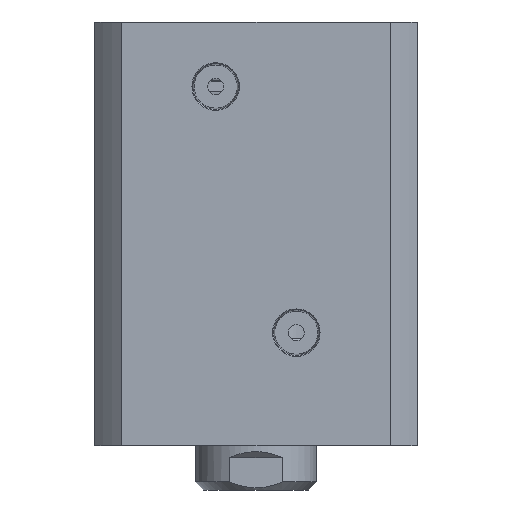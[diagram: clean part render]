
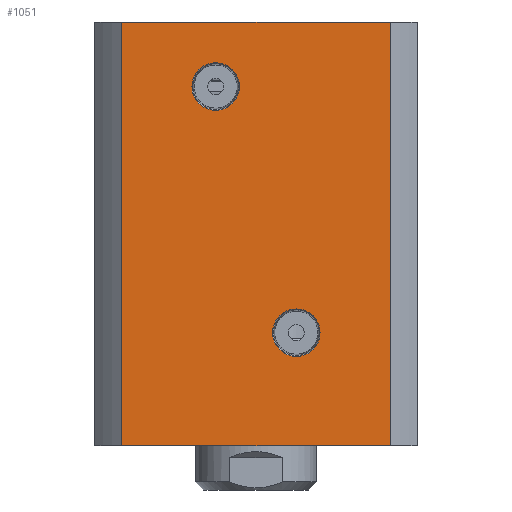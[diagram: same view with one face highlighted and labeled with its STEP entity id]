
A CAD part, left-side view. The second image highlights one B-rep face of the part: STEP entity #1051.
In plain terms, the highlighted planar face has unit normal (-1, 0, 0).
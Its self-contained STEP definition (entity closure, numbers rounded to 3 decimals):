
#52 = EDGE_CURVE ( 'NONE', #4113, #12820, #5221, .T. ) ;
#179 = CARTESIAN_POINT ( 'NONE',  ( -40., 10., 42.385 ) ) ;
#519 = EDGE_LOOP ( 'NONE', ( #11895, #10705 ) ) ;
#640 = CARTESIAN_POINT ( 'NONE',  ( -40., -33.226, 52.5 ) ) ;
#711 = CARTESIAN_POINT ( 'NONE',  ( -40., 33.226, 52.5 ) ) ;
#748 = AXIS2_PLACEMENT_3D ( 'NONE', #8593, #5341, #7065 ) ;
#906 = EDGE_CURVE ( 'NONE', #17645, #8806, #13288, .T. ) ;
#1051 = ADVANCED_FACE ( 'NONE', ( #8759, #4233, #11386 ), #14636, .F. ) ;
#1128 = VECTOR ( 'NONE', #17271, 1000. ) ;
#2287 = DIRECTION ( 'NONE',  ( -1., 0., 0. ) ) ;
#2634 = CARTESIAN_POINT ( 'NONE',  ( -40., 33.226, 52.5 ) ) ;
#2635 = VECTOR ( 'NONE', #4519, 1000. ) ;
#2797 = AXIS2_PLACEMENT_3D ( 'NONE', #9841, #2287, #10093 ) ;
#2857 = CARTESIAN_POINT ( 'NONE',  ( -40., 33.226, 52.5 ) ) ;
#3359 = DIRECTION ( 'NONE',  ( 0., 0., 1. ) ) ;
#3547 = CARTESIAN_POINT ( 'NONE',  ( -40., -10., -30.385 ) ) ;
#4113 = VERTEX_POINT ( 'NONE', #7748 ) ;
#4233 = FACE_BOUND ( 'NONE', #519, .T. ) ;
#4519 = DIRECTION ( 'NONE',  ( 0., 0., -1. ) ) ;
#4986 = EDGE_CURVE ( 'NONE', #15424, #17645, #16773, .T. ) ;
#5012 = CARTESIAN_POINT ( 'NONE',  ( -40., 33.226, -52.5 ) ) ;
#5221 = CIRCLE ( 'NONE', #2797, 5.885 ) ;
#5249 = CARTESIAN_POINT ( 'NONE',  ( -40., -10., -18.615 ) ) ;
#5256 = LINE ( 'NONE', #2857, #2635 ) ;
#5341 = DIRECTION ( 'NONE',  ( 1., 0., 0. ) ) ;
#5468 = DIRECTION ( 'NONE',  ( -1., 0., 0. ) ) ;
#5579 = VECTOR ( 'NONE', #14670, 1000. ) ;
#6087 = EDGE_CURVE ( 'NONE', #9216, #15226, #8179, .T. ) ;
#7065 = DIRECTION ( 'NONE',  ( 0., 0., -1. ) ) ;
#7404 = AXIS2_PLACEMENT_3D ( 'NONE', #7822, #13885, #3359 ) ;
#7543 = DIRECTION ( 'NONE',  ( 0., 0., 1. ) ) ;
#7748 = CARTESIAN_POINT ( 'NONE',  ( -40., 10., 30.615 ) ) ;
#7822 = CARTESIAN_POINT ( 'NONE',  ( -40., 10., 36.5 ) ) ;
#8179 = CIRCLE ( 'NONE', #14442, 5.885 ) ;
#8593 = CARTESIAN_POINT ( 'NONE',  ( -40., 33.226, 52.5 ) ) ;
#8759 = FACE_BOUND ( 'NONE', #15154, .T. ) ;
#8806 = VERTEX_POINT ( 'NONE', #14920 ) ;
#9216 = VERTEX_POINT ( 'NONE', #5249 ) ;
#9325 = DIRECTION ( 'NONE',  ( 0., -1., 0. ) ) ;
#9438 = EDGE_CURVE ( 'NONE', #15226, #9216, #14753, .T. ) ;
#9841 = CARTESIAN_POINT ( 'NONE',  ( -40., 10., 36.5 ) ) ;
#10093 = DIRECTION ( 'NONE',  ( 0., 0., 1. ) ) ;
#10416 = AXIS2_PLACEMENT_3D ( 'NONE', #11893, #16683, #7543 ) ;
#10464 = CARTESIAN_POINT ( 'NONE',  ( -40., -33.226, 52.5 ) ) ;
#10705 = ORIENTED_EDGE ( 'NONE', *, *, #52, .F. ) ;
#10979 = ORIENTED_EDGE ( 'NONE', *, *, #18521, .T. ) ;
#11109 = ORIENTED_EDGE ( 'NONE', *, *, #9438, .F. ) ;
#11386 = FACE_OUTER_BOUND ( 'NONE', #18178, .T. ) ;
#11527 = EDGE_CURVE ( 'NONE', #12820, #4113, #15368, .T. ) ;
#11893 = CARTESIAN_POINT ( 'NONE',  ( -40., -10., -24.5 ) ) ;
#11895 = ORIENTED_EDGE ( 'NONE', *, *, #11527, .F. ) ;
#12820 = VERTEX_POINT ( 'NONE', #179 ) ;
#12860 = EDGE_CURVE ( 'NONE', #15957, #8806, #14640, .T. ) ;
#13288 = LINE ( 'NONE', #640, #1128 ) ;
#13885 = DIRECTION ( 'NONE',  ( -1., 0., 0. ) ) ;
#14089 = ORIENTED_EDGE ( 'NONE', *, *, #12860, .T. ) ;
#14442 = AXIS2_PLACEMENT_3D ( 'NONE', #15027, #5468, #16106 ) ;
#14636 = PLANE ( 'NONE',  #748 ) ;
#14640 = LINE ( 'NONE', #5012, #18967 ) ;
#14670 = DIRECTION ( 'NONE',  ( 0., -1., 0. ) ) ;
#14753 = CIRCLE ( 'NONE', #10416, 5.885 ) ;
#14920 = CARTESIAN_POINT ( 'NONE',  ( -40., -33.226, -52.5 ) ) ;
#15027 = CARTESIAN_POINT ( 'NONE',  ( -40., -10., -24.5 ) ) ;
#15154 = EDGE_LOOP ( 'NONE', ( #19137, #11109 ) ) ;
#15226 = VERTEX_POINT ( 'NONE', #3547 ) ;
#15368 = CIRCLE ( 'NONE', #7404, 5.885 ) ;
#15424 = VERTEX_POINT ( 'NONE', #711 ) ;
#15957 = VERTEX_POINT ( 'NONE', #18220 ) ;
#16106 = DIRECTION ( 'NONE',  ( 0., 0., 1. ) ) ;
#16683 = DIRECTION ( 'NONE',  ( -1., 0., 0. ) ) ;
#16773 = LINE ( 'NONE', #2634, #5579 ) ;
#17114 = ORIENTED_EDGE ( 'NONE', *, *, #906, .F. ) ;
#17271 = DIRECTION ( 'NONE',  ( 0., 0., -1. ) ) ;
#17595 = ORIENTED_EDGE ( 'NONE', *, *, #4986, .F. ) ;
#17645 = VERTEX_POINT ( 'NONE', #10464 ) ;
#18178 = EDGE_LOOP ( 'NONE', ( #14089, #17114, #17595, #10979 ) ) ;
#18220 = CARTESIAN_POINT ( 'NONE',  ( -40., 33.226, -52.5 ) ) ;
#18521 = EDGE_CURVE ( 'NONE', #15424, #15957, #5256, .T. ) ;
#18967 = VECTOR ( 'NONE', #9325, 1000. ) ;
#19137 = ORIENTED_EDGE ( 'NONE', *, *, #6087, .F. ) ;
